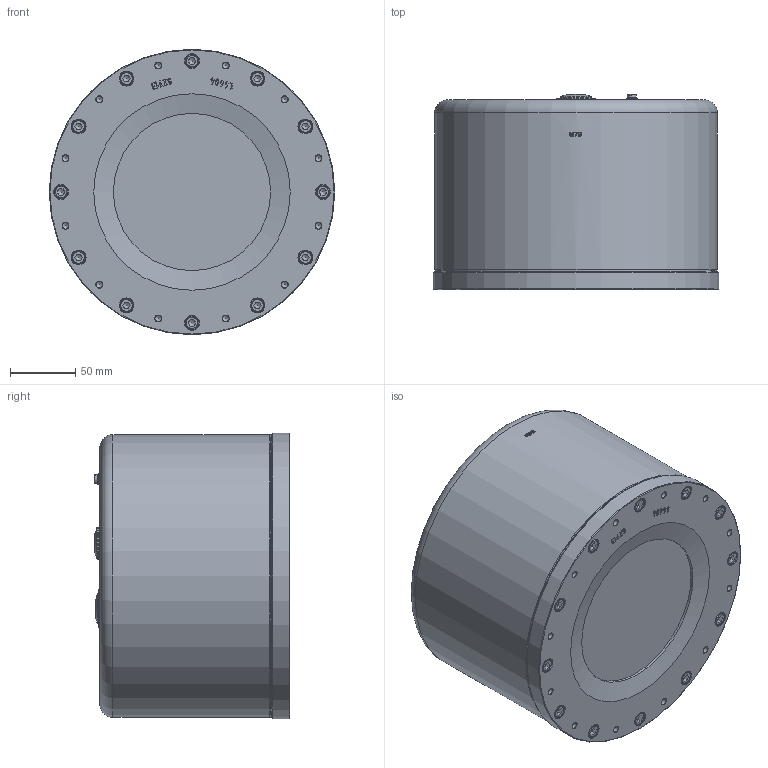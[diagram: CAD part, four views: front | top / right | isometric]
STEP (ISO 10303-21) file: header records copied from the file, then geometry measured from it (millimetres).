
FILE_DESCRIPTION(/* description */ ('','CAx-IF Rec.Pracs.---Representation and Presentation of Product Manufacturing Information (PMI)---4.0---2014-10-13'),/* implementation_level */ '2;1');
FILE_NAME(/* name */ 'T07-VA4.1K.BOR1_(Ex d enclosure).stp',/* time_stamp */ '2023-08-01T16:09:51+02:00',/* author */ ('Thiemo Gruber'),/* organization */ (''),/* preprocessor_version */ 'ST-DEVELOPER v19.2',/* originating_system */ 'Autodesk Inventor 2023',/* authorisation */ '');
FILE_SCHEMA (('AP242_MANAGED_MODEL_BASED_3D_ENGINEERING_MIM_LF { 1 0 10303 442 1 1 4 }'));
Products named in the file (18): T07-VA4.1K.BOR1; VA4.1K_rev.02; VA4.x.BOR1 (BAU, Compound); VA4.x.BOR1_rev.01; VA3.x Gehäuseschraubengarnitur; DIN 912 - M6 x 25; DIN 7980 - 6; VA 3.x Gylon Flachdichtung; Borosilikatglas MAXOS DIN 7080-10 150mm x 15mm; VA3.x.BOR Passscheibe; DowCorning ADH-6066 Silikonverguss VA4.x.BORx_rev.01; VA3.x.BOR Siliconring; VA3.x.BOR Ringmutter; Kunststoff Blind- und Schutzstopfen M20x1,5 für Gehäuse (nich
t-Ex) ; Kunststoff Blind- und Schutzstopfen M25x1,5 für Gehäuse (nich
t-Ex) ; AS 1237 - 4; DIN 127 - A 4; DIN 84 - M4 x 10
Assembly tree (28 placements, depth 4):
  T07-VA4.1K.BOR1
    VA4.1K_rev.02
    VA4.x.BOR1 (BAU, Compound)
      VA4.x.BOR1_rev.01
      VA3.x Gehäuseschraubengarnitur  x12
        DIN 912 - M6 x 25
        DIN 7980 - 6
      VA 3.x Gylon Flachdichtung
      Borosilikatglas MAXOS DIN 7080-10 150mm x 15mm
      VA3.x.BOR Passscheibe
      DowCorning ADH-6066 Silikonverguss VA4.x.BORx_rev.01
      VA3.x.BOR Siliconring
      VA3.x.BOR Ringmutter
    Kunststoff Blind- und Schutzstopfen M20x1,5 für Gehäuse (nich
t-Ex) 
    Kunststoff Blind- und Schutzstopfen M25x1,5 für Gehäuse (nich
t-Ex) 
    AS 1237 - 4
    DIN 127 - A 4
    DIN 84 - M4 x 10
Bounding box: 218 x 149.3 x 218 mm (x, y, z)
Volume: 1931089.4 mm3; surface area: 495317 mm2
Topology: 37 solids, 37 shells, 2021 faces, 5072 edges, 3157 vertices
Faces by surface type: bspline 852, plane 557, cylinder 274, cone 183, torus 131, sphere 24
Full cylindrical faces by diameter (mm): 3.242 x1, 3.621 x1, 4 x1, 4.3 x1, 4.917 x27, 5 x4, 5.9 x12, 6 x12, 6.4 x12, 6.647 x6, 8 x1, 10 x12, 11 x12, 15 x2, 18.376 x1, 19.85 x1, 23.376 x1, 24.12 x1, 24.85 x1, 29.12 x1, 120 x1, 125 x2, 130 x1, 150 x4, 152.84 x1, 155 x3, 182 x1, 187 x2, 189 x1, 210 x1
Entity records: 70554 total; most frequent: CARTESIAN_POINT 32544, ORIENTED_EDGE 8786, DIRECTION 5843, EDGE_CURVE 4393, VERTEX_POINT 2761, AXIS2_PLACEMENT_3D 2267, EDGE_LOOP 1940, FACE_OUTER_BOUND 1768
